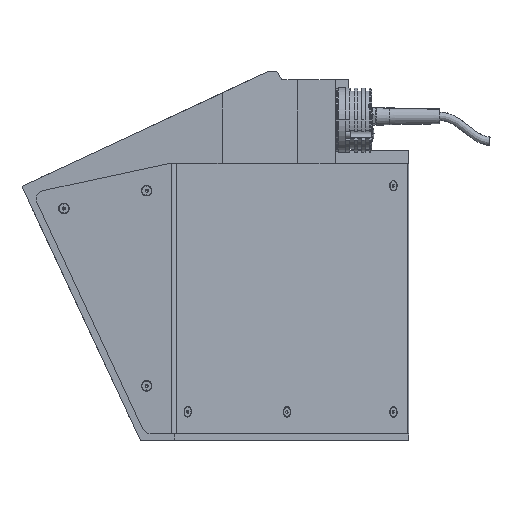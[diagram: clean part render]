
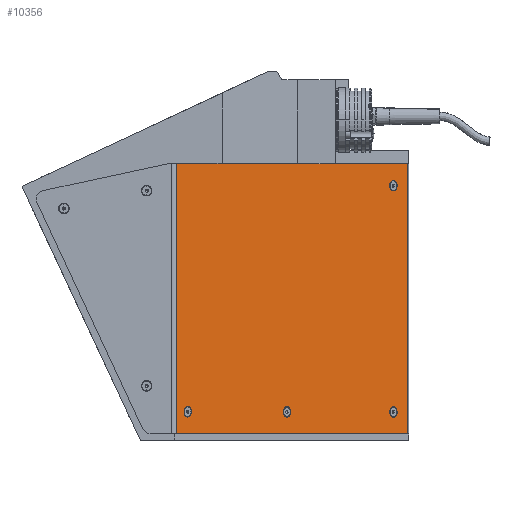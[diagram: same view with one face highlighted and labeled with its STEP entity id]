
A CAD part, top view. The second image highlights one B-rep face of the part: STEP entity #10356.
In plain terms, the highlighted planar face has unit normal (0.707, 0, 0.707).
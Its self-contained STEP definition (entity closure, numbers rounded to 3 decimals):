
#114 = CIRCLE ( 'NONE', #12862, 3.15 ) ;
#314 = DIRECTION ( 'NONE',  ( 0.707, 0., 0.707 ) ) ;
#345 = VECTOR ( 'NONE', #8934, 1000. ) ;
#363 = CARTESIAN_POINT ( 'NONE',  ( -39.716, -91., 179.4 ) ) ;
#421 = ORIENTED_EDGE ( 'NONE', *, *, #2092, .F. ) ;
#568 = EDGE_CURVE ( 'NONE', #11397, #702, #19037, .T. ) ;
#702 = VERTEX_POINT ( 'NONE', #20020 ) ;
#776 = DIRECTION ( 'NONE',  ( 0.707, 0., 0.707 ) ) ;
#945 = CARTESIAN_POINT ( 'NONE',  ( 27.314, -78., 112.371 ) ) ;
#1181 = CARTESIAN_POINT ( 'NONE',  ( -38.544, 70., 178.228 ) ) ;
#1438 = CIRCLE ( 'NONE', #3459, 3.15 ) ;
#1918 = ORIENTED_EDGE ( 'NONE', *, *, #12644, .F. ) ;
#2080 = DIRECTION ( 'NONE',  ( 0.707, 0., 0.707 ) ) ;
#2092 = EDGE_CURVE ( 'NONE', #6114, #16363, #4118, .T. ) ;
#2548 = CARTESIAN_POINT ( 'NONE',  ( 92.947, -78., 46.738 ) ) ;
#2735 = FACE_OUTER_BOUND ( 'NONE', #11745, .T. ) ;
#2896 = DIRECTION ( 'NONE',  ( 0.707, 0., 0.707 ) ) ;
#3332 = EDGE_LOOP ( 'NONE', ( #17235, #1918 ) ) ;
#3459 = AXIS2_PLACEMENT_3D ( 'NONE', #3832, #776, #11801 ) ;
#3781 = CIRCLE ( 'NONE', #6464, 3.15 ) ;
#3814 = AXIS2_PLACEMENT_3D ( 'NONE', #19426, #314, #11238 ) ;
#3832 = CARTESIAN_POINT ( 'NONE',  ( 90.719, 57., 48.965 ) ) ;
#3853 = DIRECTION ( 'NONE',  ( 0.707, 0., 0.707 ) ) ;
#4118 = CIRCLE ( 'NONE', #10540, 3.15 ) ;
#4439 = LINE ( 'NONE', #1181, #5706 ) ;
#4680 = VERTEX_POINT ( 'NONE', #16490 ) ;
#4884 = ORIENTED_EDGE ( 'NONE', *, *, #9157, .F. ) ;
#5006 = VERTEX_POINT ( 'NONE', #18994 ) ;
#5427 = VECTOR ( 'NONE', #12040, 1000. ) ;
#5594 = CARTESIAN_POINT ( 'NONE',  ( 90.719, -78., 48.965 ) ) ;
#5706 = VECTOR ( 'NONE', #10847, 1000. ) ;
#5778 = CARTESIAN_POINT ( 'NONE',  ( -39.716, 70., 179.4 ) ) ;
#6114 = VERTEX_POINT ( 'NONE', #20375 ) ;
#6464 = AXIS2_PLACEMENT_3D ( 'NONE', #7314, #3853, #10570 ) ;
#7151 = CIRCLE ( 'NONE', #3814, 3.15 ) ;
#7314 = CARTESIAN_POINT ( 'NONE',  ( 90.719, 57., 48.965 ) ) ;
#7352 = LINE ( 'NONE', #5778, #345 ) ;
#7589 = ORIENTED_EDGE ( 'NONE', *, *, #17207, .T. ) ;
#7891 = ORIENTED_EDGE ( 'NONE', *, *, #13310, .F. ) ;
#7907 = CARTESIAN_POINT ( 'NONE',  ( 88.492, 57., 51.192 ) ) ;
#8583 = AXIS2_PLACEMENT_3D ( 'NONE', #5594, #9150, #15869 ) ;
#8708 = VERTEX_POINT ( 'NONE', #2548 ) ;
#8770 = EDGE_CURVE ( 'NONE', #10953, #18285, #4439, .T. ) ;
#8934 = DIRECTION ( 'NONE',  ( 0.707, 0., -0.707 ) ) ;
#9085 = DIRECTION ( 'NONE',  ( 0.707, 0., -0.707 ) ) ;
#9150 = DIRECTION ( 'NONE',  ( 0.707, 0., 0.707 ) ) ;
#9157 = EDGE_CURVE ( 'NONE', #10953, #10575, #7352, .T. ) ;
#9287 = ORIENTED_EDGE ( 'NONE', *, *, #9560, .F. ) ;
#9323 = DIRECTION ( 'NONE',  ( 0.707, 0., -0.707 ) ) ;
#9560 = EDGE_CURVE ( 'NONE', #16363, #6114, #16119, .T. ) ;
#9841 = EDGE_LOOP ( 'NONE', ( #14524, #7891 ) ) ;
#10129 = CARTESIAN_POINT ( 'NONE',  ( 88.492, -78., 51.192 ) ) ;
#10260 = CIRCLE ( 'NONE', #8583, 3.15 ) ;
#10356 = ADVANCED_FACE ( 'NONE', ( #12400, #14080, #10618, #17121, #2735 ), #15552, .F. ) ;
#10509 = DIRECTION ( 'NONE',  ( -0.707, 0., -0.707 ) ) ;
#10540 = AXIS2_PLACEMENT_3D ( 'NONE', #945, #12393, #15544 ) ;
#10570 = DIRECTION ( 'NONE',  ( 0.707, 0., -0.707 ) ) ;
#10575 = VERTEX_POINT ( 'NONE', #19728 ) ;
#10618 = FACE_BOUND ( 'NONE', #9841, .T. ) ;
#10847 = DIRECTION ( 'NONE',  ( 0., -1., 0. ) ) ;
#10953 = VERTEX_POINT ( 'NONE', #11622 ) ;
#11238 = DIRECTION ( 'NONE',  ( 0.707, 0., -0.707 ) ) ;
#11397 = VERTEX_POINT ( 'NONE', #13354 ) ;
#11622 = CARTESIAN_POINT ( 'NONE',  ( -38.544, 70., 178.228 ) ) ;
#11745 = EDGE_LOOP ( 'NONE', ( #16544, #7589, #4884, #12590 ) ) ;
#11801 = DIRECTION ( 'NONE',  ( 0.707, 0., -0.707 ) ) ;
#12040 = DIRECTION ( 'NONE',  ( 0., 1., 0. ) ) ;
#12049 = CARTESIAN_POINT ( 'NONE',  ( -31.849, -78., 171.534 ) ) ;
#12074 = DIRECTION ( 'NONE',  ( -0.707, 0., 0.707 ) ) ;
#12393 = DIRECTION ( 'NONE',  ( 0.707, 0., 0.707 ) ) ;
#12396 = EDGE_CURVE ( 'NONE', #5006, #12842, #3781, .T. ) ;
#12400 = FACE_BOUND ( 'NONE', #14590, .T. ) ;
#12590 = ORIENTED_EDGE ( 'NONE', *, *, #8770, .T. ) ;
#12644 = EDGE_CURVE ( 'NONE', #12842, #5006, #1438, .T. ) ;
#12842 = VERTEX_POINT ( 'NONE', #7907 ) ;
#12855 = ORIENTED_EDGE ( 'NONE', *, *, #18504, .F. ) ;
#12862 = AXIS2_PLACEMENT_3D ( 'NONE', #15314, #18869, #9323 ) ;
#12997 = AXIS2_PLACEMENT_3D ( 'NONE', #12049, #2080, #15106 ) ;
#13177 = DIRECTION ( 'NONE',  ( 0.707, 0., -0.707 ) ) ;
#13308 = EDGE_LOOP ( 'NONE', ( #12855, #16331 ) ) ;
#13310 = EDGE_CURVE ( 'NONE', #18689, #8708, #7151, .T. ) ;
#13354 = CARTESIAN_POINT ( 'NONE',  ( -34.077, -78., 173.761 ) ) ;
#13790 = EDGE_CURVE ( 'NONE', #18285, #4680, #14754, .T. ) ;
#13870 = CARTESIAN_POINT ( 'NONE',  ( -39.716, 70., 179.4 ) ) ;
#13985 = CARTESIAN_POINT ( 'NONE',  ( 25.086, -78., 114.598 ) ) ;
#14080 = FACE_BOUND ( 'NONE', #13308, .T. ) ;
#14124 = CARTESIAN_POINT ( 'NONE',  ( 27.314, -78., 112.371 ) ) ;
#14524 = ORIENTED_EDGE ( 'NONE', *, *, #15556, .F. ) ;
#14590 = EDGE_LOOP ( 'NONE', ( #421, #9287 ) ) ;
#14754 = LINE ( 'NONE', #363, #20582 ) ;
#15106 = DIRECTION ( 'NONE',  ( 0.707, 0., -0.707 ) ) ;
#15314 = CARTESIAN_POINT ( 'NONE',  ( -31.849, -78., 171.534 ) ) ;
#15488 = AXIS2_PLACEMENT_3D ( 'NONE', #13870, #10509, #12074 ) ;
#15544 = DIRECTION ( 'NONE',  ( 0.707, 0., -0.707 ) ) ;
#15552 = PLANE ( 'NONE',  #15488 ) ;
#15556 = EDGE_CURVE ( 'NONE', #8708, #18689, #10260, .T. ) ;
#15869 = DIRECTION ( 'NONE',  ( 0.707, 0., -0.707 ) ) ;
#16119 = CIRCLE ( 'NONE', #19796, 3.15 ) ;
#16331 = ORIENTED_EDGE ( 'NONE', *, *, #568, .F. ) ;
#16363 = VERTEX_POINT ( 'NONE', #13985 ) ;
#16490 = CARTESIAN_POINT ( 'NONE',  ( 98.828, -91., 40.856 ) ) ;
#16544 = ORIENTED_EDGE ( 'NONE', *, *, #13790, .T. ) ;
#16673 = CARTESIAN_POINT ( 'NONE',  ( -38.544, -91., 178.228 ) ) ;
#17121 = FACE_BOUND ( 'NONE', #3332, .T. ) ;
#17207 = EDGE_CURVE ( 'NONE', #4680, #10575, #20125, .T. ) ;
#17235 = ORIENTED_EDGE ( 'NONE', *, *, #12396, .F. ) ;
#18285 = VERTEX_POINT ( 'NONE', #16673 ) ;
#18504 = EDGE_CURVE ( 'NONE', #702, #11397, #114, .T. ) ;
#18689 = VERTEX_POINT ( 'NONE', #10129 ) ;
#18866 = CARTESIAN_POINT ( 'NONE',  ( 98.828, 70., 40.856 ) ) ;
#18869 = DIRECTION ( 'NONE',  ( 0.707, 0., 0.707 ) ) ;
#18994 = CARTESIAN_POINT ( 'NONE',  ( 92.947, 57., 46.738 ) ) ;
#19037 = CIRCLE ( 'NONE', #12997, 3.15 ) ;
#19426 = CARTESIAN_POINT ( 'NONE',  ( 90.719, -78., 48.965 ) ) ;
#19728 = CARTESIAN_POINT ( 'NONE',  ( 98.828, 70., 40.856 ) ) ;
#19796 = AXIS2_PLACEMENT_3D ( 'NONE', #14124, #2896, #9085 ) ;
#20020 = CARTESIAN_POINT ( 'NONE',  ( -29.622, -78., 169.306 ) ) ;
#20125 = LINE ( 'NONE', #18866, #5427 ) ;
#20375 = CARTESIAN_POINT ( 'NONE',  ( 29.541, -78., 110.143 ) ) ;
#20582 = VECTOR ( 'NONE', #13177, 1000. ) ;
